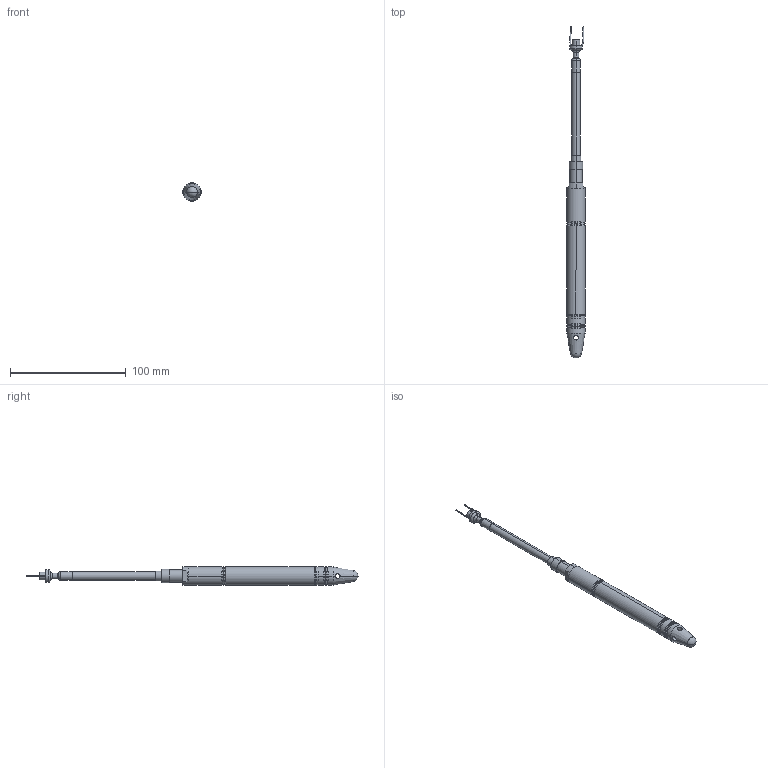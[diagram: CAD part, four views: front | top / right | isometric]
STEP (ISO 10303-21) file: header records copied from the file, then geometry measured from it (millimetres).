
FILE_DESCRIPTION (( 'STEP AP214' ), '1' );
FILE_NAME ('PPT-H-ST-X-4-20-5-3-C.STEP', '2024-12-27T11:13:49', ( '' ), ( '' ), 'SwSTEP 2.0', 'SolidWorks 2022', '' );
FILE_SCHEMA (( 'AUTOMOTIVE_DESIGN' ));
Length unit declared in the file: millimetre
Products named in the file (1): PPT-H-ST-X-4-20-5-3-C
Bounding box: 15.8 x 286.39 x 15.8 mm (x, y, z)
Volume: 32988.7 mm3; surface area: 10979.6 mm2
Topology: 1 solids, 1 shells, 108 faces, 238 edges, 135 vertices
Faces by surface type: cylinder 52, cone 26, plane 14, torus 10, bspline 4, sphere 2
Entity records: 3592 total; most frequent: CARTESIAN_POINT 1190, DIRECTION 536, ORIENTED_EDGE 470, EDGE_CURVE 235, AXIS2_PLACEMENT_3D 224, VERTEX_POINT 134, CIRCLE 119, EDGE_LOOP 119
